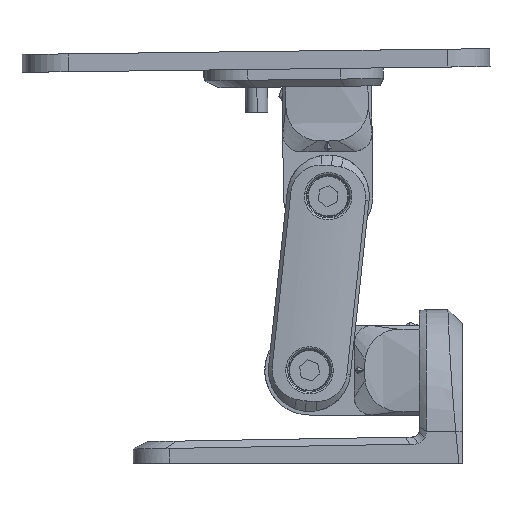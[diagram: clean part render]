
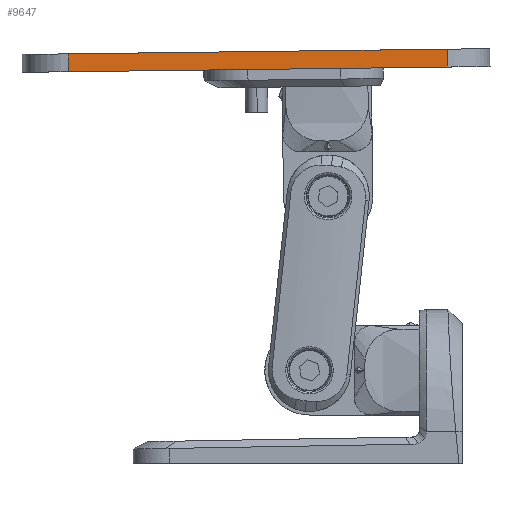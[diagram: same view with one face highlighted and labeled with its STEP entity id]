
A CAD part, left-side view. The second image highlights one B-rep face of the part: STEP entity #9647.
In plain terms, the highlighted planar face has unit normal (-1, -0.008, 0).
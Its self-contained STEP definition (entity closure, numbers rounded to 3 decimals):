
#233=DIRECTION('',(0.008,-1.,0.012));
#234=VECTOR('',#233,106.);
#235=CARTESIAN_POINT('',(-69.04,110.117,109.524));
#236=LINE('',#235,#234);
#448=DIRECTION('',(0.,-0.012,-1.));
#449=VECTOR('',#448,5.);
#450=CARTESIAN_POINT('',(-69.04,110.179,114.524));
#451=LINE('',#450,#449);
#480=DIRECTION('',(0.,0.012,1.));
#481=VECTOR('',#480,5.);
#482=CARTESIAN_POINT('',(-68.199,4.129,110.839));
#483=LINE('',#482,#481);
#488=DIRECTION('',(0.008,-1.,0.012));
#489=VECTOR('',#488,106.);
#490=CARTESIAN_POINT('',(-69.04,110.179,114.524));
#491=LINE('',#490,#489);
#8794=CARTESIAN_POINT('',(-69.04,110.117,109.524));
#8796=VERTEX_POINT('',#8794);
#8797=CARTESIAN_POINT('',(-68.199,4.129,110.839));
#8798=VERTEX_POINT('',#8797);
#8891=CARTESIAN_POINT('',(-69.04,110.179,114.524));
#8892=VERTEX_POINT('',#8891);
#8903=CARTESIAN_POINT('',(-68.199,4.191,115.838));
#8904=VERTEX_POINT('',#8903);
#9635=CARTESIAN_POINT('',(-69.135,122.116,109.375));
#9636=DIRECTION('',(-1.,-0.008,0.));
#9637=DIRECTION('',(0.008,-1.,0.012));
#9638=AXIS2_PLACEMENT_3D('',#9635,#9636,#9637);
#9639=PLANE('',#9638);
#9640=ORIENTED_EDGE('',*,*,#9497,.F.);
#9642=ORIENTED_EDGE('',*,*,#9641,.T.);
#9643=ORIENTED_EDGE('',*,*,#9620,.F.);
#9644=ORIENTED_EDGE('',*,*,#9338,.F.);
#9645=EDGE_LOOP('',(#9640,#9642,#9643,#9644));
#9646=FACE_OUTER_BOUND('',#9645,.F.);
#9647=ADVANCED_FACE('',(#9646),#9639,.T.);
#9338=EDGE_CURVE('',#8796,#8798,#236,.T.);
#9497=EDGE_CURVE('',#8892,#8796,#451,.T.);
#9620=EDGE_CURVE('',#8798,#8904,#483,.T.);
#9641=EDGE_CURVE('',#8892,#8904,#491,.T.);
